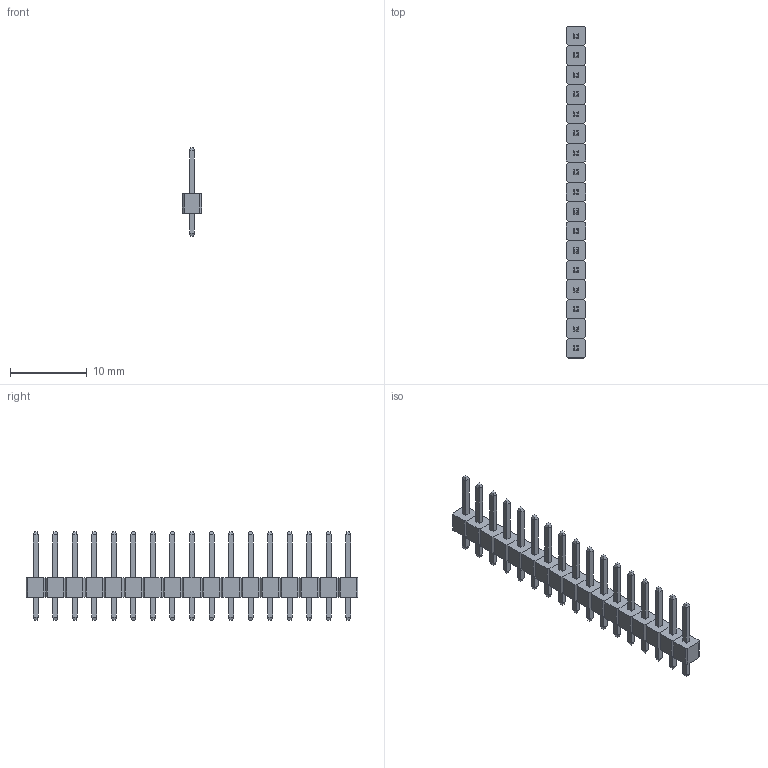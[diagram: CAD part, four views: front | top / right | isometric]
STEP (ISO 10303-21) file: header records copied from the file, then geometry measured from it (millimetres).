
FILE_DESCRIPTION (( 'STEP AP214' ), '1' );
FILE_NAME ('17x1_Pin_Header_2.54mm.STEP', '2022-08-24T06:17:18', ( '' ), ( '' ), 'SwSTEP 2.0', 'SolidWorks 2022', '' );
FILE_SCHEMA (( 'AUTOMOTIVE_DESIGN' ));
Length unit declared in the file: millimetre
Products named in the file (2): 17x1_Pin_Header_2.54mm; 1x1_Pin_Header_2.54mm
Assembly tree (17 placements, depth 2):
  17x1_Pin_Header_2.54mm
    1x1_Pin_Header_2.54mm  x17
Bounding box: 2.54 x 43.18 x 11.5 mm (x, y, z)
Volume: 335.6 mm3; surface area: 1009.4 mm2
Topology: 17 solids, 17 shells, 476 faces, 1088 edges, 680 vertices
Faces by surface type: plane 476
Entity records: 1266 total; most frequent: DIRECTION 160, CARTESIAN_POINT 152, ORIENTED_EDGE 128, VECTOR 64, EDGE_CURVE 64, LINE 64, AXIS2_PLACEMENT_3D 48, VERTEX_POINT 40
